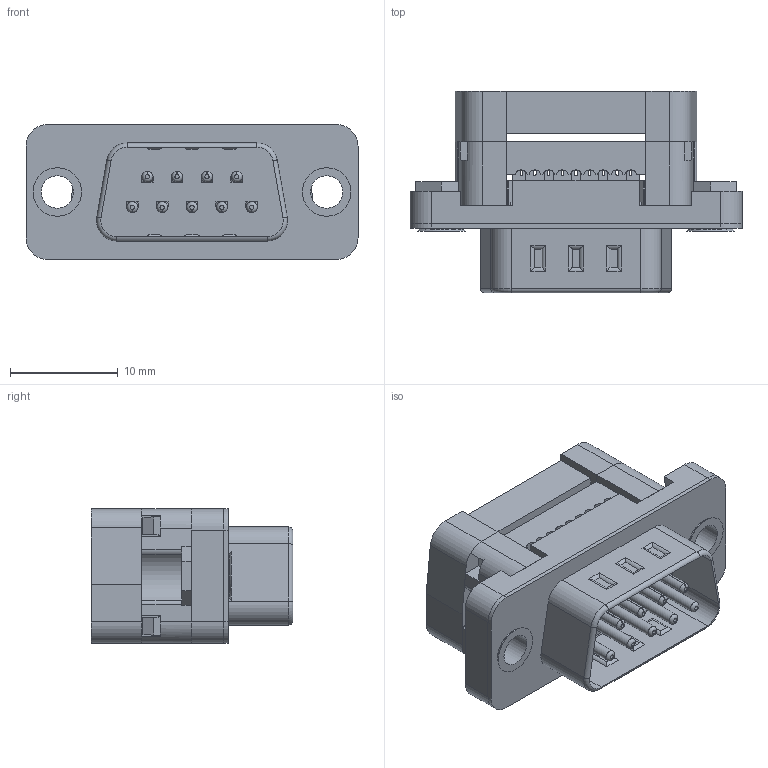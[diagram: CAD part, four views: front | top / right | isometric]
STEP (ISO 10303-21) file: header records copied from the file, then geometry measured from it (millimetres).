
FILE_DESCRIPTION(/* description */ ('Unknown'),/* implementation_level */ '2;1');
FILE_NAME(/* name */ '618009226221',/* time_stamp */ '2018-10-29T17:27:29+01:00',/* author */ ('Unknown'),/* organization */ ('Unknown'),/* preprocessor_version */ 'ST-DEVELOPER v16.7',/* originating_system */ 'DEX',/* authorisation */ $);
FILE_SCHEMA (('AUTOMOTIVE_DESIGN {1 0 10303 214 3 1 1}'));
Length unit declared in the file: millimetre
Products named in the file (16): 6180xx226221_Close; 618009226221; 61800922x221_Strain Relief; 6180xx226221_PIN5; 61800922x221_Pad; 6180xx226221_PIN; 6180xx226221_PIN2; 61800922x221_Cale; 6180xx22x221_ECROU; 6180xx226221_PIN4; 6180xx226221_PIN3; 6180xx226221_PIN23; 6180xx226221_PIN20; 6180xx226221_PIN22; 6180xx226221_PIN21
Assembly tree (16 placements, depth 2):
  6180xx226221_Close
    618009226221
    61800922x221_Strain Relief
    6180xx226221_PIN5
    61800922x221_Pad
    6180xx226221_PIN
    6180xx226221_PIN2
    61800922x221_Cale
    6180xx22x221_ECROU  x2
    618009226221
    6180xx226221_PIN4
    6180xx226221_PIN3
    6180xx226221_PIN23
    6180xx226221_PIN20
    6180xx226221_PIN22
    6180xx226221_PIN21
Bounding box: 30.8 x 18.7 x 12.5 mm (x, y, z)
Volume: 3012.3 mm3; surface area: 5912.3 mm2
Topology: 16 solids, 16 shells, 882 faces, 2430 edges, 1590 vertices
Faces by surface type: plane 615, cylinder 183, bspline 63, torus 19, cone 2
Full cylindrical faces by diameter (mm): 3 x2, 4 x4, 4.1 x2, 4.5 x2
Entity records: 31795 total; most frequent: CARTESIAN_POINT 7075, ORIENTED_EDGE 4768, DIRECTION 4262, EDGE_CURVE 2384, LINE 1792, VECTOR 1792, VERTEX_POINT 1564, AXIS2_PLACEMENT_3D 1235
